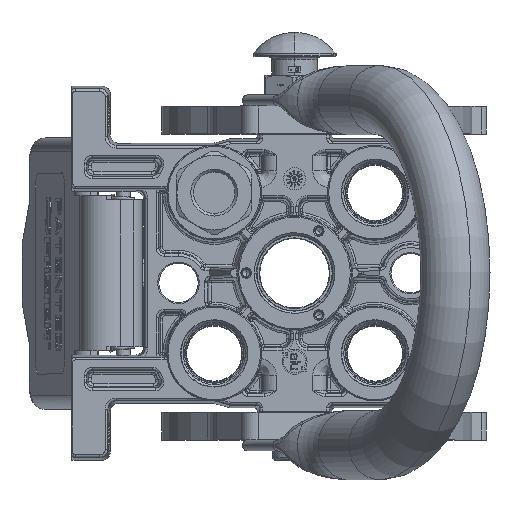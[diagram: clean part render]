
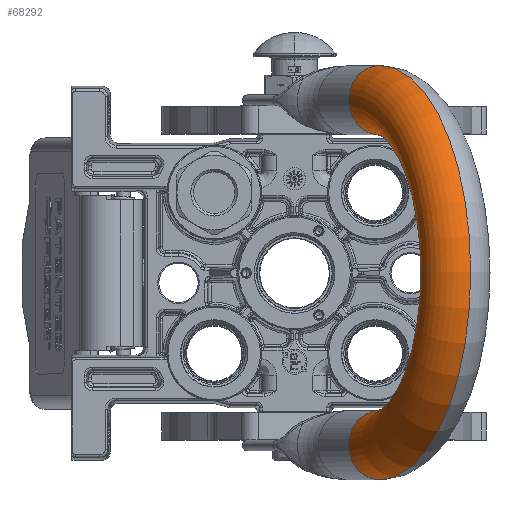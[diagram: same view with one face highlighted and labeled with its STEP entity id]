
A CAD part, top view. The second image highlights one B-rep face of the part: STEP entity #68292.
In plain terms, the highlighted toroidal (fillet/blend) face has major radius 62.25 mm and minor radius 12.5 mm.
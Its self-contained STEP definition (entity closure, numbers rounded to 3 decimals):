
#2405 = EDGE_CURVE ( 'NONE', #171780, #46847, #145940, .T. ) ;
#3713 = CIRCLE ( 'NONE', #94502, 74.75 ) ;
#7446 = DIRECTION ( 'NONE',  ( 0., 1., 0. ) ) ;
#10787 = VERTEX_POINT ( 'NONE', #56597 ) ;
#12352 = CARTESIAN_POINT ( 'NONE',  ( -74.75, 0., 25.25 ) ) ;
#19777 = CARTESIAN_POINT ( 'NONE',  ( 0., 0., 25.25 ) ) ;
#32011 = EDGE_CURVE ( 'NONE', #126856, #171780, #40268, .T. ) ;
#32834 = ORIENTED_EDGE ( 'NONE', *, *, #2405, .T. ) ;
#35459 = TOROIDAL_SURFACE ( 'NONE', #73019, 62.25, 12.5 ) ;
#40268 = CIRCLE ( 'NONE', #162932, 12.5 ) ;
#40325 = DIRECTION ( 'NONE',  ( 0., 1., 0. ) ) ;
#44030 = CARTESIAN_POINT ( 'NONE',  ( -49.75, 0., 25.25 ) ) ;
#46645 = DIRECTION ( 'NONE',  ( 0., 0., -1. ) ) ;
#46847 = VERTEX_POINT ( 'NONE', #84952 ) ;
#50113 = ORIENTED_EDGE ( 'NONE', *, *, #108804, .F. ) ;
#52941 = CARTESIAN_POINT ( 'NONE',  ( -62.25, 0., 25.25 ) ) ;
#56597 = CARTESIAN_POINT ( 'NONE',  ( 74.75, 0., 25.25 ) ) ;
#56847 = DIRECTION ( 'NONE',  ( 1., 0., 0. ) ) ;
#56952 = AXIS2_PLACEMENT_3D ( 'NONE', #133831, #46645, #133205 ) ;
#60448 = FACE_OUTER_BOUND ( 'NONE', #75722, .T. ) ;
#68292 = ADVANCED_FACE ( 'NONE', ( #60448 ), #35459, .T. ) ;
#73019 = AXIS2_PLACEMENT_3D ( 'NONE', #187233, #40325, #56847 ) ;
#75722 = EDGE_LOOP ( 'NONE', ( #32834, #135981, #50113, #139868 ) ) ;
#84952 = CARTESIAN_POINT ( 'NONE',  ( 49.75, 0., 25.25 ) ) ;
#92255 = DIRECTION ( 'NONE',  ( 0., 1., 0. ) ) ;
#94502 = AXIS2_PLACEMENT_3D ( 'NONE', #19777, #92255, #122151 ) ;
#94541 = DIRECTION ( 'NONE',  ( -1., 0., 0. ) ) ;
#108804 = EDGE_CURVE ( 'NONE', #126856, #10787, #3713, .T. ) ;
#110867 = CIRCLE ( 'NONE', #56952, 12.5 ) ;
#122151 = DIRECTION ( 'NONE',  ( -1., 0., 0. ) ) ;
#126856 = VERTEX_POINT ( 'NONE', #12352 ) ;
#133205 = DIRECTION ( 'NONE',  ( 1., 0., 0. ) ) ;
#133831 = CARTESIAN_POINT ( 'NONE',  ( 62.25, 0., 25.25 ) ) ;
#134876 = EDGE_CURVE ( 'NONE', #10787, #46847, #110867, .T. ) ;
#135981 = ORIENTED_EDGE ( 'NONE', *, *, #134876, .F. ) ;
#139868 = ORIENTED_EDGE ( 'NONE', *, *, #32011, .T. ) ;
#145940 = CIRCLE ( 'NONE', #169508, 49.75 ) ;
#154099 = DIRECTION ( 'NONE',  ( 0., 0., 1. ) ) ;
#162932 = AXIS2_PLACEMENT_3D ( 'NONE', #52941, #154099, #183955 ) ;
#167056 = CARTESIAN_POINT ( 'NONE',  ( 0., 0., 25.25 ) ) ;
#169508 = AXIS2_PLACEMENT_3D ( 'NONE', #167056, #7446, #94541 ) ;
#171780 = VERTEX_POINT ( 'NONE', #44030 ) ;
#183955 = DIRECTION ( 'NONE',  ( -1., 0., 0. ) ) ;
#187233 = CARTESIAN_POINT ( 'NONE',  ( 0., 0., 25.25 ) ) ;
